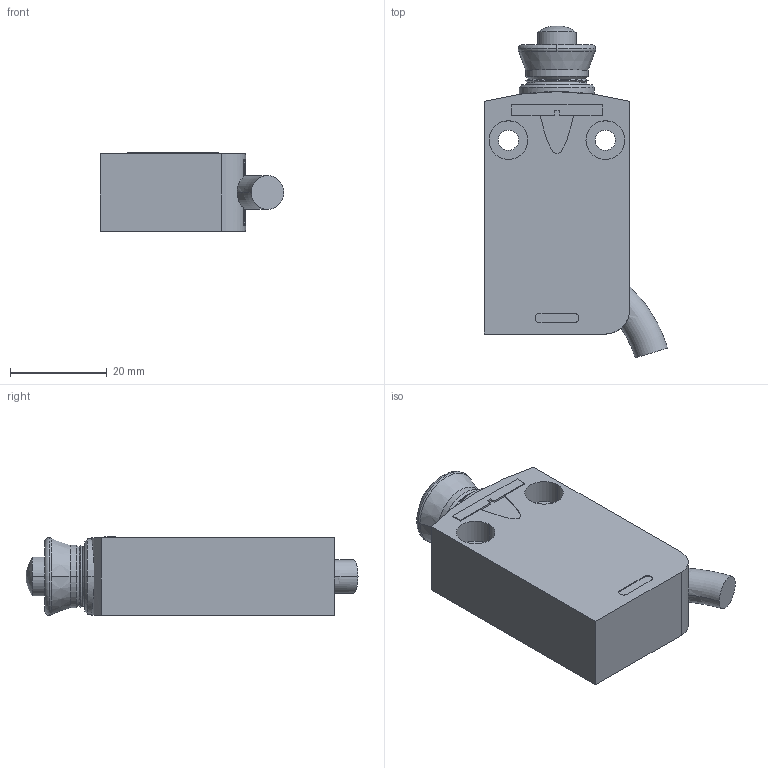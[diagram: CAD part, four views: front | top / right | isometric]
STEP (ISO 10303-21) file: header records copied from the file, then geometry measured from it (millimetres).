
FILE_DESCRIPTION(('STEP AP242'),'1');
FILE_NAME('switch_xcmd2111l1.stp','2020-07-16T08:18:21',('TraceParts'),('TraceParts S.A.'),'Spatial InterOp 3D',' ',' ');
FILE_SCHEMA(('AP242_MANAGED_MODEL_BASED_3D_ENGINEERING_MIM_LF {1 0 10303 442 1 1 4}'));
Length unit declared in the file: millimetre
Products named in the file (1): switch_xcmd2111l1
Bounding box: 37.88 x 68.51 x 16.2 mm (x, y, z)
Volume: 24335.9 mm3; surface area: 7046.9 mm2
Topology: 1 solids, 1 shells, 112 faces, 279 edges, 178 vertices
Faces by surface type: plane 51, cylinder 28, torus 16, cone 16, sphere 1
Entity records: 3456 total; most frequent: CARTESIAN_POINT 674, DIRECTION 613, ORIENTED_EDGE 558, EDGE_CURVE 279, AXIS2_PLACEMENT_3D 231, VERTEX_POINT 178, LINE 151, VECTOR 151
